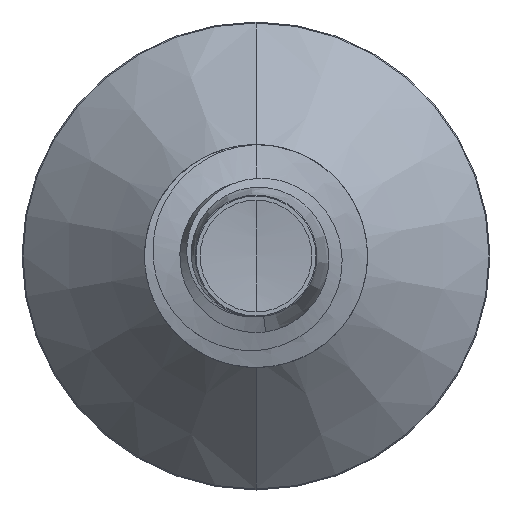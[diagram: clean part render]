
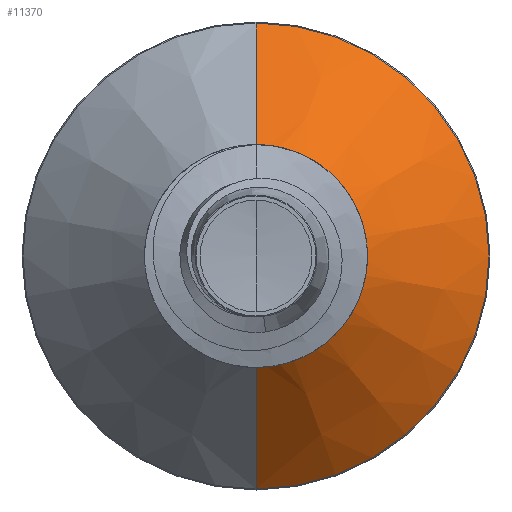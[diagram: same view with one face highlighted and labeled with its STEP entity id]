
A CAD part, front view. The second image highlights one B-rep face of the part: STEP entity #11370.
In plain terms, the highlighted conical face has half-angle 45 degrees and reference radius 1.857 mm.
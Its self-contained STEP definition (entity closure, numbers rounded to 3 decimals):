
#407 = CARTESIAN_POINT ( 'NONE',  ( 0., 7.957, 1.857 ) ) ;
#436 = DIRECTION ( 'NONE',  ( 0., 0.707, 0.707 ) ) ;
#540 = ORIENTED_EDGE ( 'NONE', *, *, #5779, .F. ) ;
#869 = DIRECTION ( 'NONE',  ( 0., 0., 1. ) ) ;
#944 = DIRECTION ( 'NONE',  ( 0., 1., 0. ) ) ;
#1011 = DIRECTION ( 'NONE',  ( 0., 0., 1. ) ) ;
#1016 = DIRECTION ( 'NONE',  ( 0., 1., 0. ) ) ;
#1035 = CARTESIAN_POINT ( 'NONE',  ( 0., 10.282, 0. ) ) ;
#1040 = CARTESIAN_POINT ( 'NONE',  ( 0., 7.957, 0. ) ) ;
#1279 = VERTEX_POINT ( 'NONE', #9469 ) ;
#1567 = AXIS2_PLACEMENT_3D ( 'NONE', #1040, #944, #869 ) ;
#1938 = AXIS2_PLACEMENT_3D ( 'NONE', #1035, #1016, #1011 ) ;
#2605 = VERTEX_POINT ( 'NONE', #12387 ) ;
#3638 = CIRCLE ( 'NONE', #1938, 4.182 ) ;
#3830 = VERTEX_POINT ( 'NONE', #4769 ) ;
#4769 = CARTESIAN_POINT ( 'NONE',  ( 0., 10.282, -4.182 ) ) ;
#4988 = DIRECTION ( 'NONE',  ( 0., 0.707, -0.707 ) ) ;
#5027 = CARTESIAN_POINT ( 'NONE',  ( 0., 7.957, -1.857 ) ) ;
#5108 = ORIENTED_EDGE ( 'NONE', *, *, #15633, .T. ) ;
#5207 = CIRCLE ( 'NONE', #1567, 1.857 ) ;
#5731 = DIRECTION ( 'NONE',  ( 0., 0., 1. ) ) ;
#5779 = EDGE_CURVE ( 'NONE', #14915, #1279, #14140, .T. ) ;
#6424 = CARTESIAN_POINT ( 'NONE',  ( 0., 7.957, 0. ) ) ;
#6505 = DIRECTION ( 'NONE',  ( 0., 1., 0. ) ) ;
#6695 = FACE_OUTER_BOUND ( 'NONE', #7988, .T. ) ;
#7020 = CONICAL_SURFACE ( 'NONE', #9724, 1.857, 0.785 ) ;
#7988 = EDGE_LOOP ( 'NONE', ( #5108, #12737, #13097, #540 ) ) ;
#8331 = CARTESIAN_POINT ( 'NONE',  ( 0., 7.957, 1.857 ) ) ;
#9469 = CARTESIAN_POINT ( 'NONE',  ( 0., 10.282, 4.182 ) ) ;
#9724 = AXIS2_PLACEMENT_3D ( 'NONE', #6424, #6505, #5731 ) ;
#10363 = LINE ( 'NONE', #5027, #13153 ) ;
#11370 = ADVANCED_FACE ( 'NONE', ( #6695 ), #7020, .T. ) ;
#12387 = CARTESIAN_POINT ( 'NONE',  ( 0., 7.957, -1.857 ) ) ;
#12737 = ORIENTED_EDGE ( 'NONE', *, *, #15551, .T. ) ;
#13097 = ORIENTED_EDGE ( 'NONE', *, *, #15440, .F. ) ;
#13153 = VECTOR ( 'NONE', #4988, 1000. ) ;
#14098 = VECTOR ( 'NONE', #436, 1000. ) ;
#14140 = LINE ( 'NONE', #407, #14098 ) ;
#14915 = VERTEX_POINT ( 'NONE', #8331 ) ;
#15440 = EDGE_CURVE ( 'NONE', #1279, #3830, #3638, .T. ) ;
#15551 = EDGE_CURVE ( 'NONE', #2605, #3830, #10363, .T. ) ;
#15633 = EDGE_CURVE ( 'NONE', #14915, #2605, #5207, .T. ) ;
